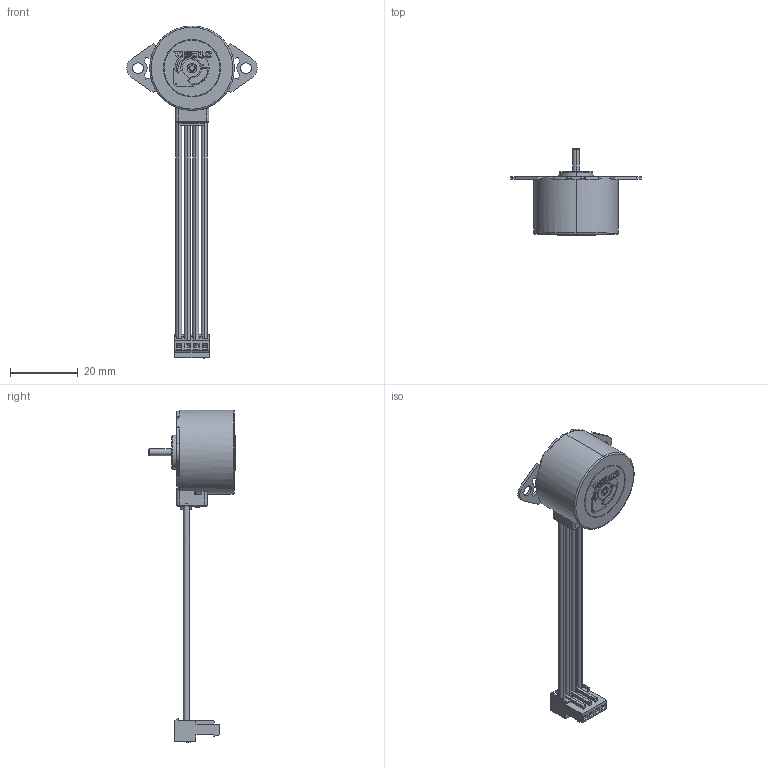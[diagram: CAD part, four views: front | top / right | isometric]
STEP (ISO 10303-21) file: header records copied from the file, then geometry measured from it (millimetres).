
FILE_DESCRIPTION (( 'STEP AP214' ), '1' );
FILE_NAME ('25LxxSxxxx.STEP', '2015-09-28T14:17:06', ( 'David' ), ( '' ), 'SwSTEP 2.0', 'SolidWorks 2015', '' );
FILE_SCHEMA (( 'AUTOMOTIVE_DESIGN' ));
Length unit declared in the file: millimetre
Products named in the file (5): 25 L; 25LxxSxxxx; c-3-640442-4-y-3d; 12435S0002; FLANGE 25l___
Assembly tree (4 placements, depth 2):
  25LxxSxxxx
    25 L
    FLANGE 25l___
    12435S0002
    c-3-640442-4-y-3d
Bounding box: 38.58 x 25.7 x 98.29 mm (x, y, z)
Volume: 9849.4 mm3; surface area: 6823.2 mm2
Topology: 9 solids, 9 shells, 976 faces, 2670 edges, 1740 vertices
Faces by surface type: plane 760, cylinder 174, bspline 28, torus 10, cone 4
Entity records: 33863 total; most frequent: CARTESIAN_POINT 5911, ORIENTED_EDGE 5340, DIRECTION 4956, EDGE_CURVE 2670, VECTOR 2170, LINE 2170, VERTEX_POINT 1740, AXIS2_PLACEMENT_3D 1393
